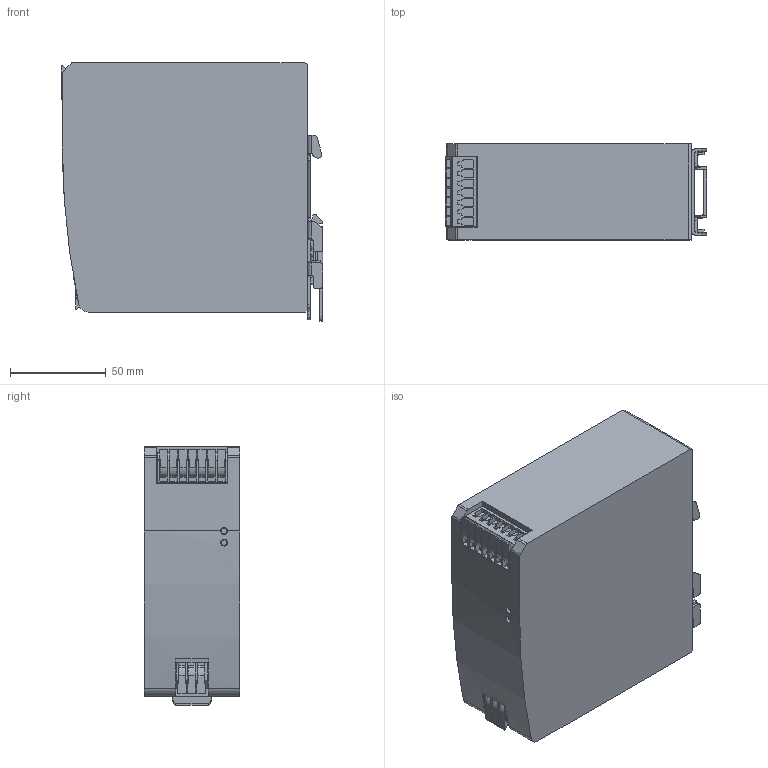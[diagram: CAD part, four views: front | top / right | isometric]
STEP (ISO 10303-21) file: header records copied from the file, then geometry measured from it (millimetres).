
FILE_DESCRIPTION (( 'STEP AP214' ), '1' );
FILE_NAME ('2687-2146.STEP', '2023-11-29T16:38:32', ( '' ), ( '' ), 'SwSTEP 2.0', 'SolidWorks 2023', '' );
FILE_SCHEMA (( 'AUTOMOTIVE_DESIGN' ));
Length unit declared in the file: inch
Products named in the file (1): 2687-2146
Bounding box: 136.2 x 50 x 134.9 mm (x, y, z)
Volume: 820046.5 mm3; surface area: 69785.2 mm2
Topology: 1 solids, 1 shells, 719 faces, 2101 edges, 1386 vertices
Faces by surface type: plane 421, cylinder 298
Full cylindrical faces by diameter (mm): 2.9 x2, 3.5 x2
Entity records: 24020 total; most frequent: CARTESIAN_POINT 4353, ORIENTED_EDGE 4192, DIRECTION 4137, EDGE_CURVE 2096, LINE 1455, VECTOR 1455, VERTEX_POINT 1385, AXIS2_PLACEMENT_3D 1341
